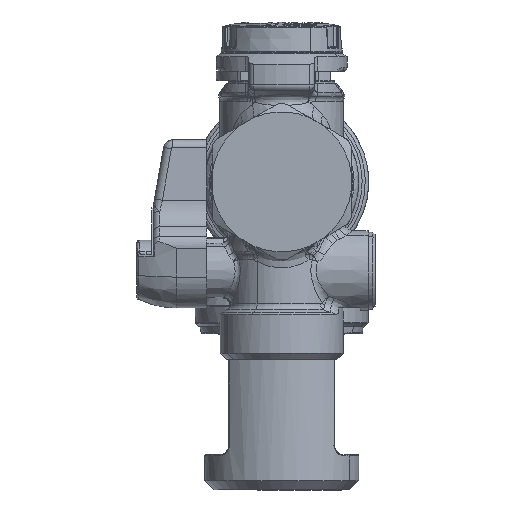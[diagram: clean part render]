
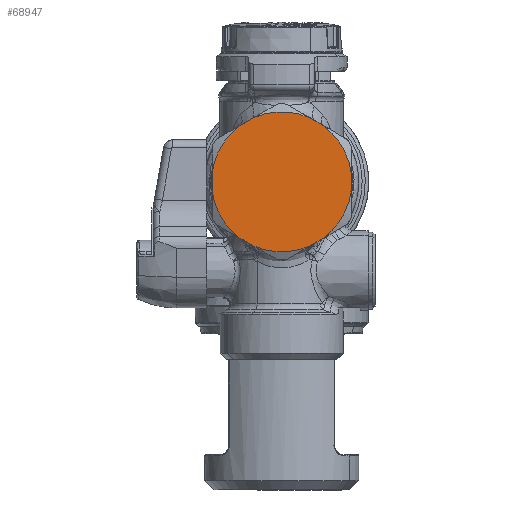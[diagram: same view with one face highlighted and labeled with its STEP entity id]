
A CAD part, left-side view. The second image highlights one B-rep face of the part: STEP entity #68947.
In plain terms, the highlighted planar face has unit normal (1, 0, 0).
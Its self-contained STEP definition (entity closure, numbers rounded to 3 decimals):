
#65342=CARTESIAN_POINT('Vertex',(-29.,8.947,-12.039)) ;
#65345=CARTESIAN_POINT('Line Origine',(-29.,7.45,-12.904)) ;
#65349=CARTESIAN_POINT('Vertex',(-29.,5.953,-13.768)) ;
#65439=CARTESIAN_POINT('Vertex',(-29.,-14.9,-1.729)) ;
#65442=CARTESIAN_POINT('Line Origine',(-29.,-14.9,0.)) ;
#65446=CARTESIAN_POINT('Vertex',(-29.,-14.9,1.729)) ;
#65535=CARTESIAN_POINT('Vertex',(-29.,5.953,13.768)) ;
#65538=CARTESIAN_POINT('Line Origine',(-29.,7.45,12.904)) ;
#65542=CARTESIAN_POINT('Vertex',(-29.,8.947,12.039)) ;
#65631=CARTESIAN_POINT('Vertex',(-29.,-5.953,-13.768)) ;
#65634=CARTESIAN_POINT('Line Origine',(-29.,-7.45,-12.904)) ;
#65638=CARTESIAN_POINT('Vertex',(-29.,-8.947,-12.039)) ;
#65727=CARTESIAN_POINT('Vertex',(-29.,14.9,1.729)) ;
#65730=CARTESIAN_POINT('Line Origine',(-29.,14.9,0.)) ;
#65734=CARTESIAN_POINT('Vertex',(-29.,14.9,-1.729)) ;
#65828=CARTESIAN_POINT('Vertex',(-29.,-8.947,12.039)) ;
#65831=CARTESIAN_POINT('Line Origine',(-29.,-7.45,12.904)) ;
#65835=CARTESIAN_POINT('Vertex',(-29.,-5.953,13.768)) ;
#68794=CARTESIAN_POINT('Axis2P3D Location',(-29.,0.,0.)) ;
#68813=CARTESIAN_POINT('Axis2P3D Location',(-29.,0.,0.)) ;
#68837=CARTESIAN_POINT('Axis2P3D Location',(-29.,0.,0.)) ;
#68866=CARTESIAN_POINT('Axis2P3D Location',(-29.,0.,0.)) ;
#68885=CARTESIAN_POINT('Axis2P3D Location',(-29.,0.,0.)) ;
#68909=CARTESIAN_POINT('Axis2P3D Location',(-29.,0.,0.)) ;
#68928=CARTESIAN_POINT('Axis2P3D Location',(-29.,0.,-14.471)) ;
#65346=DIRECTION('Vector Direction',(0.,0.866,0.5)) ;
#65443=DIRECTION('Vector Direction',(0.,0.,-1.)) ;
#65539=DIRECTION('Vector Direction',(0.,-0.866,0.5)) ;
#65635=DIRECTION('Vector Direction',(0.,0.866,-0.5)) ;
#65731=DIRECTION('Vector Direction',(0.,0.,1.)) ;
#65832=DIRECTION('Vector Direction',(0.,-0.866,-0.5)) ;
#68795=DIRECTION('Axis2P3D Direction',(1.,0.,0.)) ;
#68814=DIRECTION('Axis2P3D Direction',(1.,0.,0.)) ;
#68838=DIRECTION('Axis2P3D Direction',(1.,0.,0.)) ;
#68867=DIRECTION('Axis2P3D Direction',(1.,0.,0.)) ;
#68886=DIRECTION('Axis2P3D Direction',(1.,0.,0.)) ;
#68910=DIRECTION('Axis2P3D Direction',(1.,0.,0.)) ;
#68929=DIRECTION('Axis2P3D Direction',(1.,0.,0.)) ;
#68930=DIRECTION('Axis2P3D XDirection',(0.,1.,0.)) ;
#68796=AXIS2_PLACEMENT_3D('Circle Axis2P3D',#68794,#68795,$) ;
#68815=AXIS2_PLACEMENT_3D('Circle Axis2P3D',#68813,#68814,$) ;
#68839=AXIS2_PLACEMENT_3D('Circle Axis2P3D',#68837,#68838,$) ;
#68868=AXIS2_PLACEMENT_3D('Circle Axis2P3D',#68866,#68867,$) ;
#68887=AXIS2_PLACEMENT_3D('Circle Axis2P3D',#68885,#68886,$) ;
#68911=AXIS2_PLACEMENT_3D('Circle Axis2P3D',#68909,#68910,$) ;
#68931=AXIS2_PLACEMENT_3D('Plane Axis2P3D',#68928,#68929,#68930) ;
#68934=ORIENTED_EDGE('',*,*,#65448,.T.) ;
#68935=ORIENTED_EDGE('',*,*,#68889,.T.) ;
#68936=ORIENTED_EDGE('',*,*,#65640,.T.) ;
#68937=ORIENTED_EDGE('',*,*,#68870,.T.) ;
#68938=ORIENTED_EDGE('',*,*,#65351,.T.) ;
#68939=ORIENTED_EDGE('',*,*,#68841,.T.) ;
#68940=ORIENTED_EDGE('',*,*,#65736,.T.) ;
#68941=ORIENTED_EDGE('',*,*,#68817,.T.) ;
#68942=ORIENTED_EDGE('',*,*,#65544,.T.) ;
#68943=ORIENTED_EDGE('',*,*,#68798,.T.) ;
#68944=ORIENTED_EDGE('',*,*,#65837,.T.) ;
#68945=ORIENTED_EDGE('',*,*,#68913,.T.) ;
#65347=VECTOR('Line Direction',#65346,1.) ;
#65444=VECTOR('Line Direction',#65443,1.) ;
#65540=VECTOR('Line Direction',#65539,1.) ;
#65636=VECTOR('Line Direction',#65635,1.) ;
#65732=VECTOR('Line Direction',#65731,1.) ;
#65833=VECTOR('Line Direction',#65832,1.) ;
#68947=ADVANCED_FACE('Sheet.1',(#68946),#68932,.T.) ;
#68797=CIRCLE('generated circle',#68796,15.) ;
#68816=CIRCLE('generated circle',#68815,15.) ;
#68840=CIRCLE('generated circle',#68839,15.) ;
#68869=CIRCLE('generated circle',#68868,15.) ;
#68888=CIRCLE('generated circle',#68887,15.) ;
#68912=CIRCLE('generated circle',#68911,15.) ;
#65351=EDGE_CURVE('',#65350,#65343,#65348,.T.) ;
#65448=EDGE_CURVE('',#65447,#65440,#65445,.T.) ;
#65544=EDGE_CURVE('',#65543,#65536,#65541,.T.) ;
#65640=EDGE_CURVE('',#65639,#65632,#65637,.T.) ;
#65736=EDGE_CURVE('',#65735,#65728,#65733,.T.) ;
#65837=EDGE_CURVE('',#65836,#65829,#65834,.T.) ;
#68798=EDGE_CURVE('',#65536,#65836,#68797,.T.) ;
#68817=EDGE_CURVE('',#65728,#65543,#68816,.T.) ;
#68841=EDGE_CURVE('',#65343,#65735,#68840,.T.) ;
#68870=EDGE_CURVE('',#65632,#65350,#68869,.T.) ;
#68889=EDGE_CURVE('',#65440,#65639,#68888,.T.) ;
#68913=EDGE_CURVE('',#65829,#65447,#68912,.T.) ;
#68933=EDGE_LOOP('',(#68934,#68935,#68936,#68937,#68938,#68939,#68940,#68941,#68942,#68943,#68944,#68945)) ;
#68946=FACE_OUTER_BOUND('',#68933,.T.) ;
#65348=LINE('Line',#65345,#65347) ;
#65445=LINE('Line',#65442,#65444) ;
#65541=LINE('Line',#65538,#65540) ;
#65637=LINE('Line',#65634,#65636) ;
#65733=LINE('Line',#65730,#65732) ;
#65834=LINE('Line',#65831,#65833) ;
#68932=PLANE('',#68931) ;
#65343=VERTEX_POINT('',#65342) ;
#65350=VERTEX_POINT('',#65349) ;
#65440=VERTEX_POINT('',#65439) ;
#65447=VERTEX_POINT('',#65446) ;
#65536=VERTEX_POINT('',#65535) ;
#65543=VERTEX_POINT('',#65542) ;
#65632=VERTEX_POINT('',#65631) ;
#65639=VERTEX_POINT('',#65638) ;
#65728=VERTEX_POINT('',#65727) ;
#65735=VERTEX_POINT('',#65734) ;
#65829=VERTEX_POINT('',#65828) ;
#65836=VERTEX_POINT('',#65835) ;
